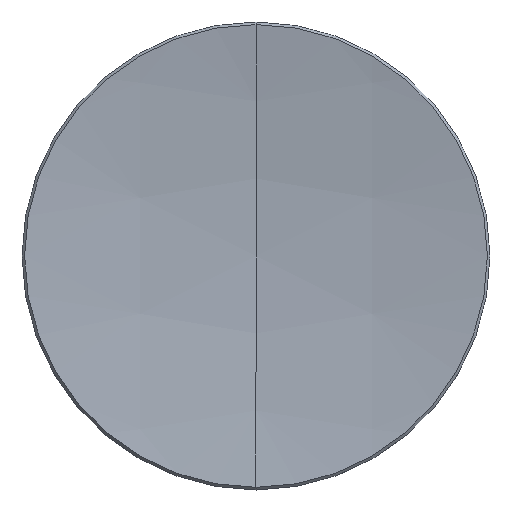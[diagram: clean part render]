
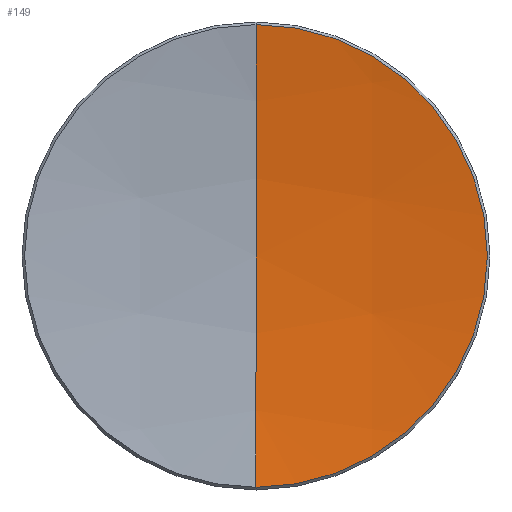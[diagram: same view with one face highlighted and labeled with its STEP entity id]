
A CAD part, top view. The second image highlights one B-rep face of the part: STEP entity #149.
In plain terms, the highlighted spherical face has radius 78.62 mm.
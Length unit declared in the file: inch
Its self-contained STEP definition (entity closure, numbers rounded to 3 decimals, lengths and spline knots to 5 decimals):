
#2 = AXIS2_PLACEMENT_3D ( 'NONE', #220, #179, #304 ) ;
#11 = EDGE_CURVE ( 'NONE', #290, #252, #36, .T. ) ;
#14 = CARTESIAN_POINT ( 'NONE',  ( 0., 0.49443, 0.09816 ) ) ;
#17 = FACE_OUTER_BOUND ( 'NONE', #58, .T. ) ;
#36 = CIRCLE ( 'NONE', #2, 3.09528 ) ;
#47 = CARTESIAN_POINT ( 'NONE',  ( 0., -0.49443, 0.09816 ) ) ;
#52 = DIRECTION ( 'NONE',  ( -1., 0., 0. ) ) ;
#58 = EDGE_LOOP ( 'NONE', ( #233, #75, #325 ) ) ;
#74 = DIRECTION ( 'NONE',  ( 1., 0., 0. ) ) ;
#75 = ORIENTED_EDGE ( 'NONE', *, *, #11, .T. ) ;
#83 = EDGE_CURVE ( 'NONE', #290, #299, #204, .T. ) ;
#89 = CIRCLE ( 'NONE', #161, 0.49443 ) ;
#121 = SPHERICAL_SURFACE ( 'NONE', #145, 3.09528 ) ;
#136 = CARTESIAN_POINT ( 'NONE',  ( 0., 0., 3.15369 ) ) ;
#141 = DIRECTION ( 'NONE',  ( 0., 0., 1. ) ) ;
#145 = AXIS2_PLACEMENT_3D ( 'NONE', #136, #52, #230 ) ;
#149 = ADVANCED_FACE ( 'NONE', ( #17 ), #121, .F. ) ;
#161 = AXIS2_PLACEMENT_3D ( 'NONE', #251, #141, #273 ) ;
#179 = DIRECTION ( 'NONE',  ( -1., 0., 0. ) ) ;
#187 = EDGE_CURVE ( 'NONE', #252, #299, #89, .T. ) ;
#204 = CIRCLE ( 'NONE', #276, 3.09528 ) ;
#220 = CARTESIAN_POINT ( 'NONE',  ( 0., 0., 3.15369 ) ) ;
#230 = DIRECTION ( 'NONE',  ( 0., 1., 0. ) ) ;
#233 = ORIENTED_EDGE ( 'NONE', *, *, #83, .F. ) ;
#245 = DIRECTION ( 'NONE',  ( 0., 0., -1. ) ) ;
#251 = CARTESIAN_POINT ( 'NONE',  ( 0., 0., 0.09816 ) ) ;
#252 = VERTEX_POINT ( 'NONE', #47 ) ;
#273 = DIRECTION ( 'NONE',  ( 0., -1., 0. ) ) ;
#276 = AXIS2_PLACEMENT_3D ( 'NONE', #321, #74, #245 ) ;
#290 = VERTEX_POINT ( 'NONE', #319 ) ;
#299 = VERTEX_POINT ( 'NONE', #14 ) ;
#304 = DIRECTION ( 'NONE',  ( 0., -1., 0. ) ) ;
#319 = CARTESIAN_POINT ( 'NONE',  ( 0., 0., 0.05841 ) ) ;
#321 = CARTESIAN_POINT ( 'NONE',  ( 0., 0., 3.15369 ) ) ;
#325 = ORIENTED_EDGE ( 'NONE', *, *, #187, .T. ) ;
